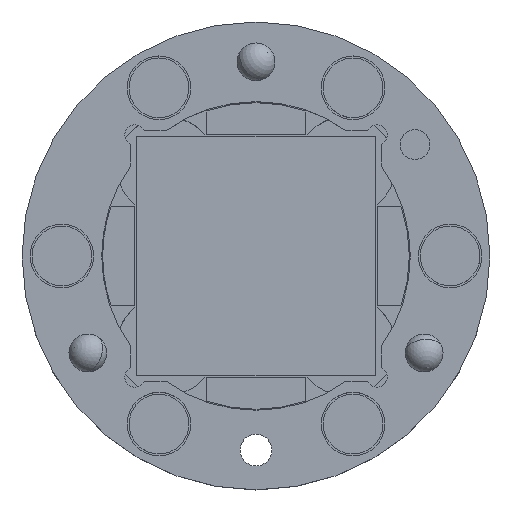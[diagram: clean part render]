
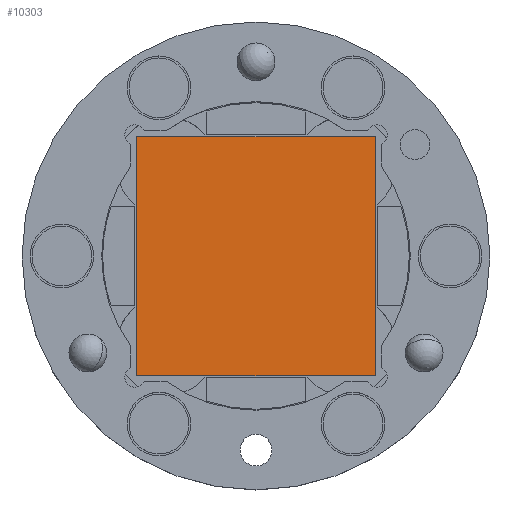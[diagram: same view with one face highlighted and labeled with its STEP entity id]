
A CAD part, top view. The second image highlights one B-rep face of the part: STEP entity #10303.
In plain terms, the highlighted planar face has unit normal (0, 0, 1).
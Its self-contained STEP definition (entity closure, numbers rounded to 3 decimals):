
#18 = CARTESIAN_POINT ( 'NONE',  ( -6., -6., -8.3 ) ) ;
#656 = LINE ( 'NONE', #10637, #13422 ) ;
#1449 = ORIENTED_EDGE ( 'NONE', *, *, #11181, .F. ) ;
#1506 = PLANE ( 'NONE',  #4885 ) ;
#2099 = DIRECTION ( 'NONE',  ( 0., 1., 0. ) ) ;
#2782 = VECTOR ( 'NONE', #2099, 1000. ) ;
#2819 = DIRECTION ( 'NONE',  ( 0., 0., 1. ) ) ;
#3213 = ORIENTED_EDGE ( 'NONE', *, *, #7251, .F. ) ;
#4885 = AXIS2_PLACEMENT_3D ( 'NONE', #10227, #2819, #11442 ) ;
#5563 = FACE_OUTER_BOUND ( 'NONE', #15138, .T. ) ;
#5691 = VECTOR ( 'NONE', #6236, 1000. ) ;
#5724 = DIRECTION ( 'NONE',  ( 0., -1., 0. ) ) ;
#6236 = DIRECTION ( 'NONE',  ( -1., 0., 0. ) ) ;
#6283 = EDGE_CURVE ( 'NONE', #13383, #6938, #8788, .T. ) ;
#6938 = VERTEX_POINT ( 'NONE', #10020 ) ;
#7251 = EDGE_CURVE ( 'NONE', #15952, #13383, #12256, .T. ) ;
#7745 = VERTEX_POINT ( 'NONE', #13815 ) ;
#8788 = LINE ( 'NONE', #11445, #15324 ) ;
#9514 = CARTESIAN_POINT ( 'NONE',  ( -6., 6., -8.3 ) ) ;
#10020 = CARTESIAN_POINT ( 'NONE',  ( 6., 6., -8.3 ) ) ;
#10227 = CARTESIAN_POINT ( 'NONE',  ( -6., -6., -8.3 ) ) ;
#10303 = ADVANCED_FACE ( 'NONE', ( #5563 ), #1506, .T. ) ;
#10637 = CARTESIAN_POINT ( 'NONE',  ( 6., 6., -8.3 ) ) ;
#11181 = EDGE_CURVE ( 'NONE', #6938, #7745, #656, .T. ) ;
#11362 = ORIENTED_EDGE ( 'NONE', *, *, #6283, .F. ) ;
#11442 = DIRECTION ( 'NONE',  ( -1., 0., 0. ) ) ;
#11445 = CARTESIAN_POINT ( 'NONE',  ( -6., 6., -8.3 ) ) ;
#11842 = LINE ( 'NONE', #18, #5691 ) ;
#12020 = CARTESIAN_POINT ( 'NONE',  ( -6., -6., -8.3 ) ) ;
#12256 = LINE ( 'NONE', #9514, #2782 ) ;
#13383 = VERTEX_POINT ( 'NONE', #15615 ) ;
#13422 = VECTOR ( 'NONE', #5724, 1000. ) ;
#13815 = CARTESIAN_POINT ( 'NONE',  ( 6., -6., -8.3 ) ) ;
#15081 = DIRECTION ( 'NONE',  ( 1., 0., 0. ) ) ;
#15138 = EDGE_LOOP ( 'NONE', ( #3213, #15966, #1449, #11362 ) ) ;
#15324 = VECTOR ( 'NONE', #15081, 1000. ) ;
#15615 = CARTESIAN_POINT ( 'NONE',  ( -6., 6., -8.3 ) ) ;
#15709 = EDGE_CURVE ( 'NONE', #7745, #15952, #11842, .T. ) ;
#15952 = VERTEX_POINT ( 'NONE', #12020 ) ;
#15966 = ORIENTED_EDGE ( 'NONE', *, *, #15709, .F. ) ;
